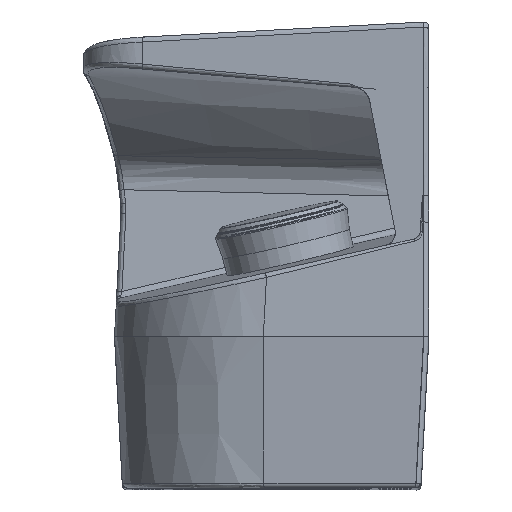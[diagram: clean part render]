
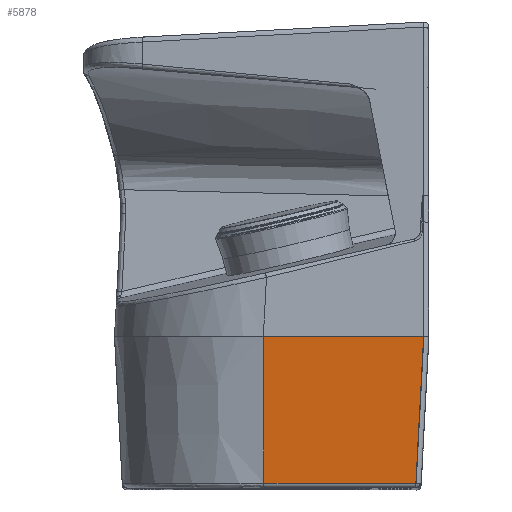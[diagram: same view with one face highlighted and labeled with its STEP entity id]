
A CAD part, top view. The second image highlights one B-rep face of the part: STEP entity #5878.
In plain terms, the highlighted planar face has unit normal (-0.052, -0.052, 0.997).
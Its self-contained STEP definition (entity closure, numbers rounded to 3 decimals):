
#1243 = CARTESIAN_POINT ( 'NONE',  ( -65.712, 60.3, 231.16 ) ) ;
#1397 = VERTEX_POINT ( 'NONE', #7894 ) ;
#1444 = CARTESIAN_POINT ( 'NONE',  ( -2.098, 60.3, 234.494 ) ) ;
#2452 = LINE ( 'NONE', #14674, #16644 ) ;
#3578 = VECTOR ( 'NONE', #17644, 1000. ) ;
#5742 = CARTESIAN_POINT ( 'NONE',  ( -3.057, 1.895, 231.379 ) ) ;
#5878 = ADVANCED_FACE ( 'NONE', ( #18319 ), #9058, .T. ) ;
#7356 = DIRECTION ( 'NONE',  ( 0., -0.999, -0.052 ) ) ;
#7385 = DIRECTION ( 'NONE',  ( -0.052, -0.052, 0.997 ) ) ;
#7445 = CARTESIAN_POINT ( 'NONE',  ( 7.266, 60.8, 235.011 ) ) ;
#7579 = LINE ( 'NONE', #5742, #17003 ) ;
#7894 = CARTESIAN_POINT ( 'NONE',  ( -5.159, 1.895, 231.269 ) ) ;
#8242 = ORIENTED_EDGE ( 'NONE', *, *, #16553, .T. ) ;
#8456 = LINE ( 'NONE', #17687, #3578 ) ;
#8754 = EDGE_CURVE ( 'NONE', #15900, #21002, #2452, .T. ) ;
#9058 = PLANE ( 'NONE',  #18532 ) ;
#9597 = ORIENTED_EDGE ( 'NONE', *, *, #12123, .F. ) ;
#11316 = ORIENTED_EDGE ( 'NONE', *, *, #11397, .F. ) ;
#11397 = EDGE_CURVE ( 'NONE', #21100, #21002, #8456, .T. ) ;
#12123 = EDGE_CURVE ( 'NONE', #1397, #21100, #7579, .T. ) ;
#12127 = VECTOR ( 'NONE', #12212, 1000. ) ;
#12212 = DIRECTION ( 'NONE',  ( 0.052, 0.997, 0.055 ) ) ;
#12294 = CARTESIAN_POINT ( 'NONE',  ( -5.159, 1.895, 231.269 ) ) ;
#13479 = CARTESIAN_POINT ( 'NONE',  ( -65.551, 1.895, 228.104 ) ) ;
#14674 = CARTESIAN_POINT ( 'NONE',  ( -2.098, 60.3, 234.494 ) ) ;
#14777 = DIRECTION ( 'NONE',  ( -0.999, 0., -0.052 ) ) ;
#15115 = DIRECTION ( 'NONE',  ( -0.999, 0., -0.052 ) ) ;
#15900 = VERTEX_POINT ( 'NONE', #1444 ) ;
#16553 = EDGE_CURVE ( 'NONE', #1397, #15900, #17869, .T. ) ;
#16644 = VECTOR ( 'NONE', #14777, 1000. ) ;
#17003 = VECTOR ( 'NONE', #15115, 1000. ) ;
#17644 = DIRECTION ( 'NONE',  ( -0.003, 0.999, 0.052 ) ) ;
#17687 = CARTESIAN_POINT ( 'NONE',  ( -65.632, 31.098, 229.632 ) ) ;
#17810 = EDGE_LOOP ( 'NONE', ( #8242, #18803, #11316, #9597 ) ) ;
#17869 = LINE ( 'NONE', #12294, #12127 ) ;
#18319 = FACE_OUTER_BOUND ( 'NONE', #17810, .T. ) ;
#18532 = AXIS2_PLACEMENT_3D ( 'NONE', #7445, #7385, #7356 ) ;
#18803 = ORIENTED_EDGE ( 'NONE', *, *, #8754, .T. ) ;
#21002 = VERTEX_POINT ( 'NONE', #1243 ) ;
#21100 = VERTEX_POINT ( 'NONE', #13479 ) ;
